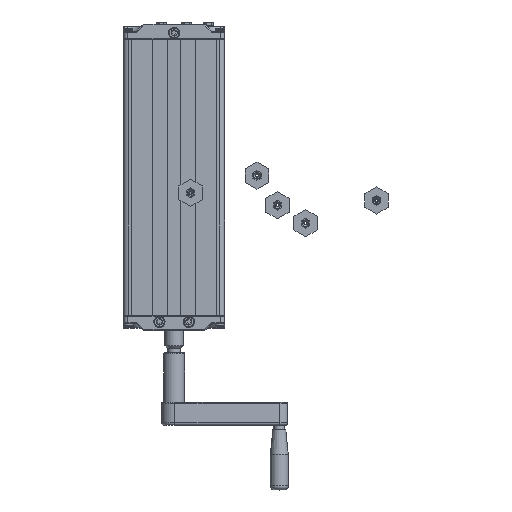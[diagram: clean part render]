
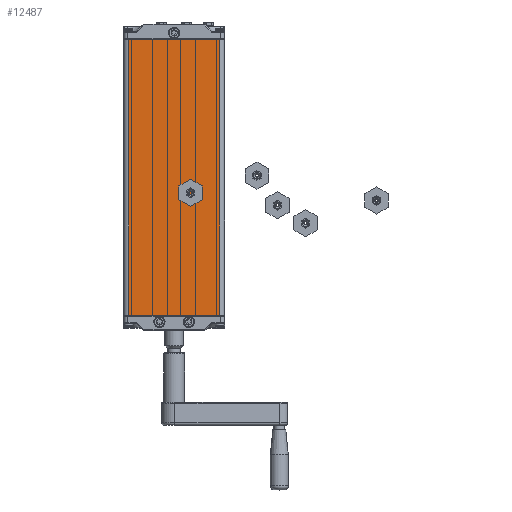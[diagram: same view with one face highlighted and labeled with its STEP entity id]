
A CAD part, top view. The second image highlights one B-rep face of the part: STEP entity #12487.
In plain terms, the highlighted planar face has unit normal (0, 0, 1).
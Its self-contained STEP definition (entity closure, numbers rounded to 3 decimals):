
#1920=FACE_OUTER_BOUND('',#2706,.T.);
#2706=EDGE_LOOP('',(#8400,#8401,#8402,#8403));
#3561=LINE('',#19807,#4430);
#3562=LINE('',#19809,#4431);
#3563=LINE('',#19811,#4432);
#3564=LINE('',#19812,#4433);
#4430=VECTOR('',#15454,327.5);
#4431=VECTOR('',#15455,108.);
#4432=VECTOR('',#15456,327.5);
#4433=VECTOR('',#15457,108.);
#5299=VERTEX_POINT('',#19805);
#5300=VERTEX_POINT('',#19806);
#5301=VERTEX_POINT('',#19808);
#5302=VERTEX_POINT('',#19810);
#6485=EDGE_CURVE('',#5299,#5300,#3561,.F.);
#6486=EDGE_CURVE('',#5300,#5301,#3562,.T.);
#6487=EDGE_CURVE('',#5301,#5302,#3563,.T.);
#6488=EDGE_CURVE('',#5302,#5299,#3564,.F.);
#8400=ORIENTED_EDGE('',*,*,#6485,.T.);
#8401=ORIENTED_EDGE('',*,*,#6486,.T.);
#8402=ORIENTED_EDGE('',*,*,#6487,.T.);
#8403=ORIENTED_EDGE('',*,*,#6488,.T.);
#12230=PLANE('',#13706);
#12487=ADVANCED_FACE('',(#1920),#12230,.T.);
#13706=AXIS2_PLACEMENT_3D('',#19804,#15452,#15453);
#15452=DIRECTION('center_axis',(0.,0.,1.));
#15453=DIRECTION('ref_axis',(1.,0.,0.));
#15454=DIRECTION('',(0.,-1.,0.));
#15455=DIRECTION('',(-1.,0.,0.));
#15456=DIRECTION('',(0.,-1.,0.));
#15457=DIRECTION('',(-1.,0.,0.));
#19804=CARTESIAN_POINT('Origin',(60.,328.5,30.));
#19805=CARTESIAN_POINT('',(54.,0.5,30.));
#19806=CARTESIAN_POINT('',(54.,328.,30.));
#19807=CARTESIAN_POINT('',(54.,328.,30.));
#19808=CARTESIAN_POINT('',(-54.,328.,30.));
#19809=CARTESIAN_POINT('',(54.,328.,30.));
#19810=CARTESIAN_POINT('',(-54.,0.5,30.));
#19811=CARTESIAN_POINT('',(-54.,328.,30.));
#19812=CARTESIAN_POINT('',(54.,0.5,30.));
